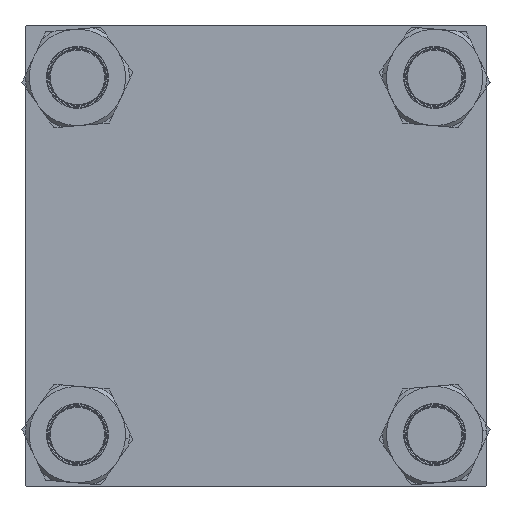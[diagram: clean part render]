
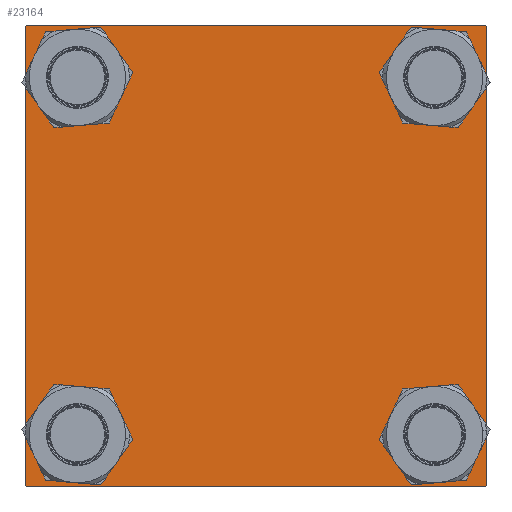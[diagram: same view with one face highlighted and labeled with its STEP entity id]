
A CAD part, left-side view. The second image highlights one B-rep face of the part: STEP entity #23164.
In plain terms, the highlighted planar face has unit normal (-1, 0, 0).
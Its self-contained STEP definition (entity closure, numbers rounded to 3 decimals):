
#54 = VERTEX_POINT ( 'NONE', #2365 ) ;
#179 = ORIENTED_EDGE ( 'NONE', *, *, #51181, .T. ) ;
#982 = DIRECTION ( 'NONE',  ( 0., 0., 1. ) ) ;
#1004 = FACE_OUTER_BOUND ( 'NONE', #9058, .T. ) ;
#1043 = VECTOR ( 'NONE', #43211, 1000. ) ;
#1142 = DIRECTION ( 'NONE',  ( 1., 0., 0. ) ) ;
#1149 = VECTOR ( 'NONE', #40361, 1000. ) ;
#1413 = VERTEX_POINT ( 'NONE', #10221 ) ;
#1635 = CARTESIAN_POINT ( 'NONE',  ( 0., 95.1, 79.6 ) ) ;
#2365 = CARTESIAN_POINT ( 'NONE',  ( 0., -122.5, -122. ) ) ;
#2811 = CARTESIAN_POINT ( 'NONE',  ( 0., 95.1, 95.1 ) ) ;
#2923 = ORIENTED_EDGE ( 'NONE', *, *, #24839, .F. ) ;
#3276 = CARTESIAN_POINT ( 'NONE',  ( 0., -95.1, -110.6 ) ) ;
#3366 = DIRECTION ( 'NONE',  ( 1., 0., 0. ) ) ;
#4049 = AXIS2_PLACEMENT_3D ( 'NONE', #21107, #52424, #56502 ) ;
#4167 = VECTOR ( 'NONE', #23946, 1000. ) ;
#5300 = EDGE_LOOP ( 'NONE', ( #28039, #35056 ) ) ;
#5354 = CARTESIAN_POINT ( 'NONE',  ( 0., -95.1, -95.1 ) ) ;
#5575 = CARTESIAN_POINT ( 'NONE',  ( 0., -122.5, 122. ) ) ;
#5901 = DIRECTION ( 'NONE',  ( 1., 0., 0. ) ) ;
#6252 = CARTESIAN_POINT ( 'NONE',  ( 0., 122.5, 122.5 ) ) ;
#6401 = VECTOR ( 'NONE', #28579, 1000. ) ;
#6961 = LINE ( 'NONE', #56283, #1043 ) ;
#7982 = CARTESIAN_POINT ( 'NONE',  ( 0., 95.1, -95.1 ) ) ;
#8827 = FACE_BOUND ( 'NONE', #32749, .T. ) ;
#8905 = VECTOR ( 'NONE', #37291, 1000. ) ;
#9058 = EDGE_LOOP ( 'NONE', ( #35363, #179, #50441, #12973, #2923, #47331, #20334, #53425 ) ) ;
#9097 = DIRECTION ( 'NONE',  ( 1., 0., 0. ) ) ;
#9116 = EDGE_CURVE ( 'NONE', #14318, #50779, #33443, .T. ) ;
#9117 = CARTESIAN_POINT ( 'NONE',  ( 0., 0., 0. ) ) ;
#9224 = ORIENTED_EDGE ( 'NONE', *, *, #30073, .T. ) ;
#9409 = DIRECTION ( 'NONE',  ( 0., 0., 1. ) ) ;
#9809 = VERTEX_POINT ( 'NONE', #1635 ) ;
#10128 = DIRECTION ( 'NONE',  ( 0., 0., 1. ) ) ;
#10221 = CARTESIAN_POINT ( 'NONE',  ( 0., 95.1, -110.6 ) ) ;
#10878 = LINE ( 'NONE', #51190, #6401 ) ;
#10896 = CARTESIAN_POINT ( 'NONE',  ( 0., -122.25, -122.25 ) ) ;
#10968 = CIRCLE ( 'NONE', #18363, 15.5 ) ;
#11387 = DIRECTION ( 'NONE',  ( 0., 0., -1. ) ) ;
#11454 = CARTESIAN_POINT ( 'NONE',  ( 0., -122., 122.5 ) ) ;
#12834 = CARTESIAN_POINT ( 'NONE',  ( 0., 122., -122.5 ) ) ;
#12973 = ORIENTED_EDGE ( 'NONE', *, *, #41500, .T. ) ;
#13320 = CIRCLE ( 'NONE', #29981, 15.5 ) ;
#13768 = DIRECTION ( 'NONE',  ( -1., 0., 0. ) ) ;
#13950 = CIRCLE ( 'NONE', #20422, 15.5 ) ;
#14034 = AXIS2_PLACEMENT_3D ( 'NONE', #36820, #1142, #10128 ) ;
#14318 = VERTEX_POINT ( 'NONE', #19272 ) ;
#16186 = ORIENTED_EDGE ( 'NONE', *, *, #30028, .T. ) ;
#16231 = CARTESIAN_POINT ( 'NONE',  ( 0., 122.5, -122.5 ) ) ;
#17098 = ORIENTED_EDGE ( 'NONE', *, *, #47933, .T. ) ;
#17955 = EDGE_CURVE ( 'NONE', #52699, #54634, #6961, .T. ) ;
#18129 = DIRECTION ( 'NONE',  ( 1., 0., 0. ) ) ;
#18363 = AXIS2_PLACEMENT_3D ( 'NONE', #7982, #3366, #51520 ) ;
#18674 = AXIS2_PLACEMENT_3D ( 'NONE', #9117, #13768, #9409 ) ;
#19272 = CARTESIAN_POINT ( 'NONE',  ( 0., 122.5, 122. ) ) ;
#19479 = VERTEX_POINT ( 'NONE', #40809 ) ;
#19482 = EDGE_CURVE ( 'NONE', #1413, #30558, #47243, .T. ) ;
#19637 = CIRCLE ( 'NONE', #52055, 15.5 ) ;
#19696 = EDGE_CURVE ( 'NONE', #19479, #9809, #13950, .T. ) ;
#20031 = VERTEX_POINT ( 'NONE', #24687 ) ;
#20334 = ORIENTED_EDGE ( 'NONE', *, *, #33318, .F. ) ;
#20422 = AXIS2_PLACEMENT_3D ( 'NONE', #2811, #42243, #20499 ) ;
#20489 = VERTEX_POINT ( 'NONE', #21688 ) ;
#20499 = DIRECTION ( 'NONE',  ( 0., 0., 1. ) ) ;
#21107 = CARTESIAN_POINT ( 'NONE',  ( 0., 95.1, 95.1 ) ) ;
#21688 = CARTESIAN_POINT ( 'NONE',  ( 0., -122., -122.5 ) ) ;
#22260 = VERTEX_POINT ( 'NONE', #32323 ) ;
#22408 = EDGE_CURVE ( 'NONE', #44749, #23732, #52912, .T. ) ;
#22793 = DIRECTION ( 'NONE',  ( 0., -0.707, 0.707 ) ) ;
#22834 = CARTESIAN_POINT ( 'NONE',  ( 0., 95.1, -95.1 ) ) ;
#23030 = CARTESIAN_POINT ( 'NONE',  ( 0., -95.1, 95.1 ) ) ;
#23121 = DIRECTION ( 'NONE',  ( 1., 0., 0. ) ) ;
#23164 = ADVANCED_FACE ( 'NONE', ( #8827, #53796, #26529, #48869, #1004 ), #44224, .T. ) ;
#23732 = VERTEX_POINT ( 'NONE', #48587 ) ;
#23885 = EDGE_CURVE ( 'NONE', #36152, #20031, #19637, .T. ) ;
#23946 = DIRECTION ( 'NONE',  ( 0., -1., 0. ) ) ;
#24416 = EDGE_LOOP ( 'NONE', ( #16186, #26252 ) ) ;
#24687 = CARTESIAN_POINT ( 'NONE',  ( 0., -95.1, -79.6 ) ) ;
#24839 = EDGE_CURVE ( 'NONE', #52699, #54, #35150, .T. ) ;
#25370 = CIRCLE ( 'NONE', #44831, 15.5 ) ;
#26252 = ORIENTED_EDGE ( 'NONE', *, *, #23885, .T. ) ;
#26529 = FACE_BOUND ( 'NONE', #36730, .T. ) ;
#26565 = VECTOR ( 'NONE', #54624, 1000. ) ;
#26800 = CARTESIAN_POINT ( 'NONE',  ( 0., -95.1, -95.1 ) ) ;
#28039 = ORIENTED_EDGE ( 'NONE', *, *, #19696, .T. ) ;
#28152 = CIRCLE ( 'NONE', #4049, 15.5 ) ;
#28579 = DIRECTION ( 'NONE',  ( 0., -0.707, -0.707 ) ) ;
#29586 = LINE ( 'NONE', #16231, #26565 ) ;
#29629 = EDGE_CURVE ( 'NONE', #9809, #19479, #28152, .T. ) ;
#29981 = AXIS2_PLACEMENT_3D ( 'NONE', #26800, #9097, #32313 ) ;
#30028 = EDGE_CURVE ( 'NONE', #20031, #36152, #13320, .T. ) ;
#30073 = EDGE_CURVE ( 'NONE', #23732, #44749, #25370, .T. ) ;
#30558 = VERTEX_POINT ( 'NONE', #51798 ) ;
#32313 = DIRECTION ( 'NONE',  ( 0., 0., 1. ) ) ;
#32323 = CARTESIAN_POINT ( 'NONE',  ( 0., 122., 122.5 ) ) ;
#32749 = EDGE_LOOP ( 'NONE', ( #9224, #44919 ) ) ;
#32947 = LINE ( 'NONE', #45413, #8905 ) ;
#32950 = LINE ( 'NONE', #6252, #4167 ) ;
#33318 = EDGE_CURVE ( 'NONE', #22260, #54634, #32950, .T. ) ;
#33443 = LINE ( 'NONE', #51139, #54643 ) ;
#34195 = CARTESIAN_POINT ( 'NONE',  ( 0., 122.5, -122. ) ) ;
#35056 = ORIENTED_EDGE ( 'NONE', *, *, #29629, .T. ) ;
#35150 = LINE ( 'NONE', #35731, #1149 ) ;
#35363 = ORIENTED_EDGE ( 'NONE', *, *, #9116, .T. ) ;
#35731 = CARTESIAN_POINT ( 'NONE',  ( 0., -122.5, 122.5 ) ) ;
#36152 = VERTEX_POINT ( 'NONE', #3276 ) ;
#36730 = EDGE_LOOP ( 'NONE', ( #17098, #51171 ) ) ;
#36820 = CARTESIAN_POINT ( 'NONE',  ( 0., -95.1, 95.1 ) ) ;
#37291 = DIRECTION ( 'NONE',  ( 0., 0.707, -0.707 ) ) ;
#40361 = DIRECTION ( 'NONE',  ( 0., 0., -1. ) ) ;
#40746 = DIRECTION ( 'NONE',  ( 0., 0., 1. ) ) ;
#40809 = CARTESIAN_POINT ( 'NONE',  ( 0., 95.1, 110.6 ) ) ;
#41436 = EDGE_CURVE ( 'NONE', #22260, #14318, #32947, .T. ) ;
#41500 = EDGE_CURVE ( 'NONE', #20489, #54, #50639, .T. ) ;
#42243 = DIRECTION ( 'NONE',  ( 1., 0., 0. ) ) ;
#43211 = DIRECTION ( 'NONE',  ( 0., 0.707, 0.707 ) ) ;
#44111 = VECTOR ( 'NONE', #22793, 1000. ) ;
#44224 = PLANE ( 'NONE',  #18674 ) ;
#44749 = VERTEX_POINT ( 'NONE', #49546 ) ;
#44831 = AXIS2_PLACEMENT_3D ( 'NONE', #23030, #5901, #982 ) ;
#44919 = ORIENTED_EDGE ( 'NONE', *, *, #22408, .T. ) ;
#45413 = CARTESIAN_POINT ( 'NONE',  ( 0., 122.25, 122.25 ) ) ;
#45740 = DIRECTION ( 'NONE',  ( 0., 0., 1. ) ) ;
#47243 = CIRCLE ( 'NONE', #48141, 15.5 ) ;
#47331 = ORIENTED_EDGE ( 'NONE', *, *, #17955, .T. ) ;
#47933 = EDGE_CURVE ( 'NONE', #30558, #1413, #10968, .T. ) ;
#48141 = AXIS2_PLACEMENT_3D ( 'NONE', #22834, #23121, #45740 ) ;
#48273 = VERTEX_POINT ( 'NONE', #12834 ) ;
#48587 = CARTESIAN_POINT ( 'NONE',  ( 0., -95.1, 110.6 ) ) ;
#48869 = FACE_BOUND ( 'NONE', #5300, .T. ) ;
#49546 = CARTESIAN_POINT ( 'NONE',  ( 0., -95.1, 79.6 ) ) ;
#50441 = ORIENTED_EDGE ( 'NONE', *, *, #54071, .T. ) ;
#50639 = LINE ( 'NONE', #10896, #44111 ) ;
#50779 = VERTEX_POINT ( 'NONE', #34195 ) ;
#51139 = CARTESIAN_POINT ( 'NONE',  ( 0., 122.5, 122.5 ) ) ;
#51171 = ORIENTED_EDGE ( 'NONE', *, *, #19482, .T. ) ;
#51181 = EDGE_CURVE ( 'NONE', #50779, #48273, #10878, .T. ) ;
#51190 = CARTESIAN_POINT ( 'NONE',  ( 0., 122.25, -122.25 ) ) ;
#51520 = DIRECTION ( 'NONE',  ( 0., 0., 1. ) ) ;
#51798 = CARTESIAN_POINT ( 'NONE',  ( 0., 95.1, -79.6 ) ) ;
#52055 = AXIS2_PLACEMENT_3D ( 'NONE', #5354, #18129, #40746 ) ;
#52424 = DIRECTION ( 'NONE',  ( 1., 0., 0. ) ) ;
#52699 = VERTEX_POINT ( 'NONE', #5575 ) ;
#52912 = CIRCLE ( 'NONE', #14034, 15.5 ) ;
#53425 = ORIENTED_EDGE ( 'NONE', *, *, #41436, .T. ) ;
#53796 = FACE_BOUND ( 'NONE', #24416, .T. ) ;
#54071 = EDGE_CURVE ( 'NONE', #48273, #20489, #29586, .T. ) ;
#54624 = DIRECTION ( 'NONE',  ( 0., -1., 0. ) ) ;
#54634 = VERTEX_POINT ( 'NONE', #11454 ) ;
#54643 = VECTOR ( 'NONE', #11387, 1000. ) ;
#56283 = CARTESIAN_POINT ( 'NONE',  ( 0., -122.25, 122.25 ) ) ;
#56502 = DIRECTION ( 'NONE',  ( 0., 0., 1. ) ) ;
